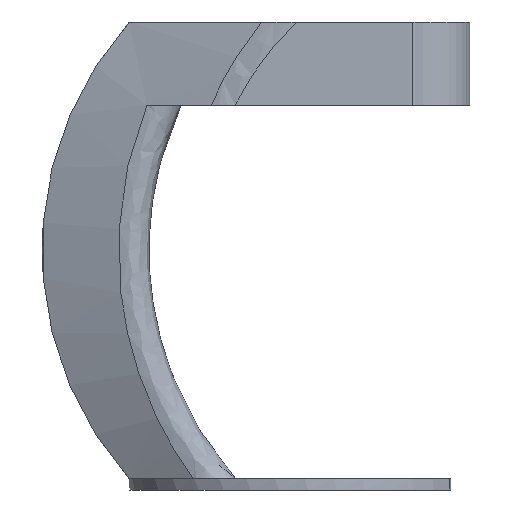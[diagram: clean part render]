
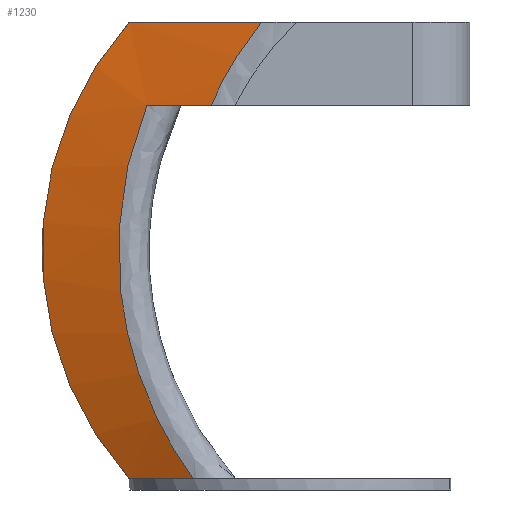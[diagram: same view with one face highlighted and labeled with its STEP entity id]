
A CAD part, front view. The second image highlights one B-rep face of the part: STEP entity #1230.
In plain terms, the highlighted free-form (B-spline) face has degree [1, 2] with [2, 3] control points.
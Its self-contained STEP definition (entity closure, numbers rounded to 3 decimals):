
#17=(
BOUNDED_SURFACE()
B_SPLINE_SURFACE(1,2,((#2545,#2546,#2547),(#2548,#2549,#2550)),
 .UNSPECIFIED.,.F.,.F.,.F.)
B_SPLINE_SURFACE_WITH_KNOTS((2,2),(3,3),(-1.408,-0.75),
(0.843,2.299),.UNSPECIFIED.)
GEOMETRIC_REPRESENTATION_ITEM()
RATIONAL_B_SPLINE_SURFACE(((1.,0.746,1.),(1.,0.746,
1.)))
REPRESENTATION_ITEM('')
SURFACE()
);
#71=LINE('',#1906,#119);
#88=LINE('',#2213,#136);
#99=LINE('',#2509,#147);
#119=VECTOR('',#1461,10.);
#136=VECTOR('',#1652,10.);
#147=VECTOR('',#1715,10.);
#250=FACE_OUTER_BOUND('',#346,.T.);
#346=EDGE_LOOP('',(#1137,#1138,#1139,#1140,#1141,#1142));
#456=CIRCLE('',#1403,60.115);
#482=B_SPLINE_CURVE_WITH_KNOTS('',3,(#2300,#2301,#2302,#2303),
 .UNSPECIFIED.,.F.,.F.,(4,4),(-10.409,-8.822),
 .UNSPECIFIED.);
#483=B_SPLINE_CURVE_WITH_KNOTS('',3,(#2354,#2355,#2356,#2357,#2358,#2359,
#2360),.UNSPECIFIED.,.F.,.F.,(4,1,1,1,4),(-7.209,-5.331,
-3.198,-1.066,-0.496),.UNSPECIFIED.);
#510=VERTEX_POINT('',#1903);
#511=VERTEX_POINT('',#1905);
#572=VERTEX_POINT('',#2192);
#573=VERTEX_POINT('',#2212);
#587=VERTEX_POINT('',#2353);
#596=VERTEX_POINT('',#2497);
#634=EDGE_CURVE('',#510,#511,#71,.T.);
#728=EDGE_CURVE('',#572,#573,#88,.T.);
#748=EDGE_CURVE('',#511,#572,#482,.T.);
#749=EDGE_CURVE('',#573,#587,#483,.T.);
#769=EDGE_CURVE('',#587,#596,#99,.T.);
#787=EDGE_CURVE('',#596,#510,#456,.T.);
#1137=ORIENTED_EDGE('',*,*,#748,.F.);
#1138=ORIENTED_EDGE('',*,*,#634,.F.);
#1139=ORIENTED_EDGE('',*,*,#787,.F.);
#1140=ORIENTED_EDGE('',*,*,#769,.F.);
#1141=ORIENTED_EDGE('',*,*,#749,.F.);
#1142=ORIENTED_EDGE('',*,*,#728,.F.);
#1230=ADVANCED_FACE('',(#250),#17,.F.);
#1403=AXIS2_PLACEMENT_3D('',#2551,#1764,#1765);
#1461=DIRECTION('',(0.938,-0.345,0.));
#1652=DIRECTION('',(-0.938,0.345,0.));
#1715=DIRECTION('',(-0.938,0.345,0.));
#1764=DIRECTION('center_axis',(0.,1.,0.));
#1765=DIRECTION('ref_axis',(-0.746,0.,-0.665));
#1903=CARTESIAN_POINT('',(-29.858,-1.,80.));
#1905=CARTESIAN_POINT('',(-6.686,-9.527,80.));
#1906=CARTESIAN_POINT('',(-29.858,-1.,80.));
#2192=CARTESIAN_POINT('',(-15.477,-9.823,65.432));
#2212=CARTESIAN_POINT('',(-26.734,-5.681,65.432));
#2213=CARTESIAN_POINT('',(34.493,-28.212,65.432));
#2300=CARTESIAN_POINT('Ctrl Pts',(-6.685,-9.529,80.));
#2301=CARTESIAN_POINT('Ctrl Pts',(-10.263,-9.69,75.506));
#2302=CARTESIAN_POINT('Ctrl Pts',(-13.218,-9.765,70.611));
#2303=CARTESIAN_POINT('Ctrl Pts',(-15.477,-9.823,65.432));
#2353=CARTESIAN_POINT('',(-18.637,-5.129,0.));
#2354=CARTESIAN_POINT('Ctrl Pts',(-26.733,-5.681,65.432));
#2355=CARTESIAN_POINT('Ctrl Pts',(-29.152,-5.815,59.477));
#2356=CARTESIAN_POINT('Ctrl Pts',(-32.502,-5.957,46.059));
#2357=CARTESIAN_POINT('Ctrl Pts',(-31.213,-5.904,24.866));
#2358=CARTESIAN_POINT('Ctrl Pts',(-24.933,-5.609,9.344));
#2359=CARTESIAN_POINT('Ctrl Pts',(-19.79,-5.227,1.591));
#2360=CARTESIAN_POINT('Ctrl Pts',(-18.637,-5.13,0.));
#2497=CARTESIAN_POINT('',(-29.858,-1.,0.));
#2509=CARTESIAN_POINT('',(35.638,-25.102,0.));
#2545=CARTESIAN_POINT('Ctrl Pts',(-43.793,4.128,80.));
#2546=CARTESIAN_POINT('Ctrl Pts',(-48.045,-7.428,40.));
#2547=CARTESIAN_POINT('Ctrl Pts',(-43.793,4.128,0.));
#2548=CARTESIAN_POINT('Ctrl Pts',(-6.686,-9.527,80.));
#2549=CARTESIAN_POINT('Ctrl Pts',(-10.938,-21.083,40.));
#2550=CARTESIAN_POINT('Ctrl Pts',(-6.686,-9.527,0.));
#2551=CARTESIAN_POINT('Origin',(15.017,-1.,40.));
